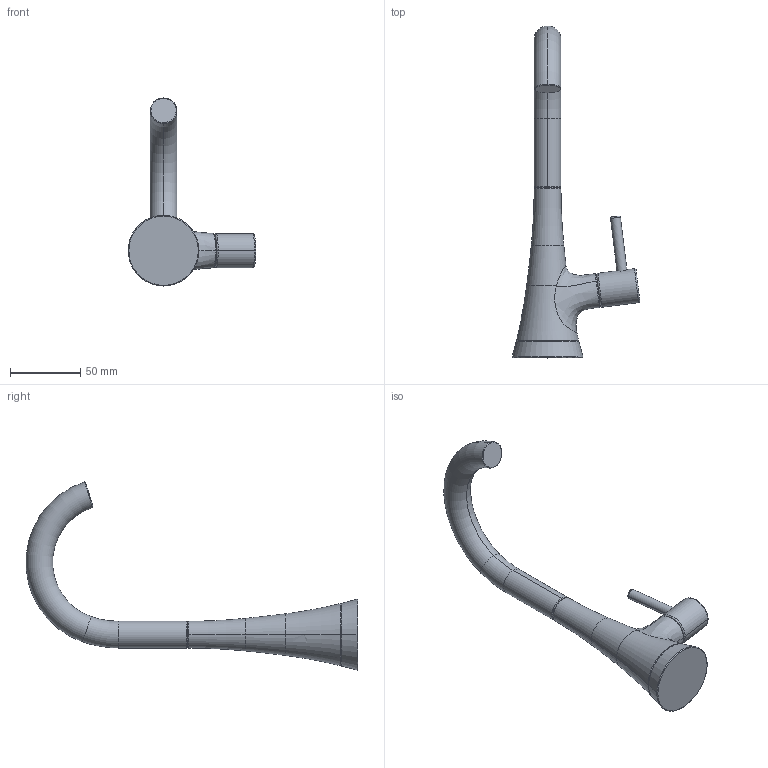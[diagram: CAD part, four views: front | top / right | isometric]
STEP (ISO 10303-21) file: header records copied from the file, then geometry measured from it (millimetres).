
FILE_DESCRIPTION((''),'2;1');
FILE_NAME('2500-5623','2021-04-21T15:34:21',('jinson.thomas'),(''),'CREO PARAMETRIC BY PTC INC, 2018400','CREO PARAMETRIC BY PTC INC, 2018400','');
FILE_SCHEMA(('CONFIG_CONTROL_DESIGN'));
Length unit declared in the file: inch
Products named in the file (1): 2500-5623
Bounding box: 90.96 x 236.37 x 134 mm (x, y, z)
Volume: 176668.2 mm3; surface area: 30705.8 mm2
Topology: 1 solids, 1 shells, 63 faces, 129 edges, 73 vertices
Faces by surface type: torus 30, cylinder 14, bspline 10, plane 9
Entity records: 2769 total; most frequent: CARTESIAN_POINT 1417, DIRECTION 301, ORIENTED_EDGE 258, AXIS2_PLACEMENT_3D 143, EDGE_CURVE 129, CIRCLE 90, VERTEX_POINT 73, EDGE_LOOP 68
